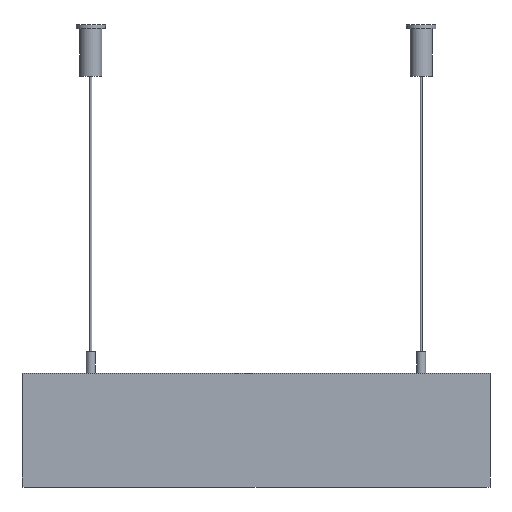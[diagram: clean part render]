
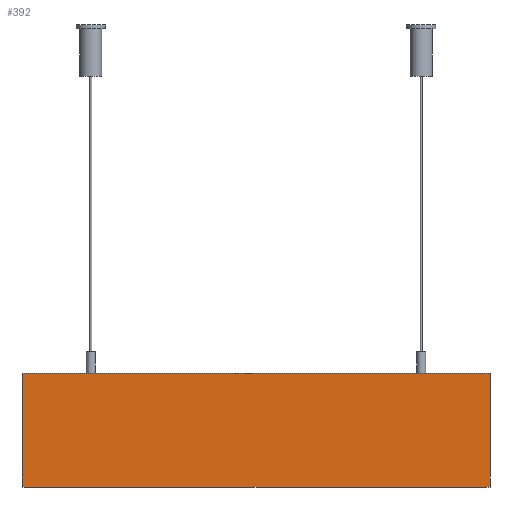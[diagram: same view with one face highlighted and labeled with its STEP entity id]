
A CAD part, left-side view. The second image highlights one B-rep face of the part: STEP entity #392.
In plain terms, the highlighted planar face has unit normal (-1, 0, 0).
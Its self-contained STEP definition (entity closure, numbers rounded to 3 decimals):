
#58=ORIENTED_EDGE('',*,*,#146,.F.);
#59=ORIENTED_EDGE('',*,*,#147,.F.);
#60=ORIENTED_EDGE('',*,*,#148,.T.);
#61=ORIENTED_EDGE('',*,*,#139,.T.);
#139=EDGE_CURVE('',#184,#182,#219,.T.);
#146=EDGE_CURVE('',#190,#182,#226,.T.);
#147=EDGE_CURVE('',#191,#190,#227,.T.);
#148=EDGE_CURVE('',#191,#184,#228,.T.);
#182=VERTEX_POINT('',#617);
#184=VERTEX_POINT('',#620);
#190=VERTEX_POINT('',#634);
#191=VERTEX_POINT('',#636);
#219=LINE('',#619,#243);
#226=LINE('',#633,#250);
#227=LINE('',#635,#251);
#228=LINE('',#637,#252);
#243=VECTOR('',#491,1000.);
#250=VECTOR('',#500,1000.);
#251=VECTOR('',#501,1000.);
#252=VECTOR('',#502,1000.);
#268=EDGE_LOOP('',(#58,#59,#60,#61));
#320=FACE_BOUND('',#268,.T.);
#371=PLANE('',#436);
#392=ADVANCED_FACE('',(#320),#371,.T.);
#436=AXIS2_PLACEMENT_3D('',#632,#498,#499);
#491=DIRECTION('',(0.,-1.,0.));
#498=DIRECTION('',(-1.,0.,0.));
#499=DIRECTION('',(0.,0.,1.));
#500=DIRECTION('',(0.,0.,-1.));
#501=DIRECTION('',(0.,-1.,0.));
#502=DIRECTION('',(0.,0.,-1.));
#617=CARTESIAN_POINT('',(-31.,0.,-31.));
#619=CARTESIAN_POINT('',(-31.,255.,-31.));
#620=CARTESIAN_POINT('',(-31.,255.,-31.));
#632=CARTESIAN_POINT('',(-31.,255.,31.));
#633=CARTESIAN_POINT('',(-31.,0.,31.));
#634=CARTESIAN_POINT('',(-31.,0.,31.));
#635=CARTESIAN_POINT('',(-31.,255.,31.));
#636=CARTESIAN_POINT('',(-31.,255.,31.));
#637=CARTESIAN_POINT('',(-31.,255.,31.));
